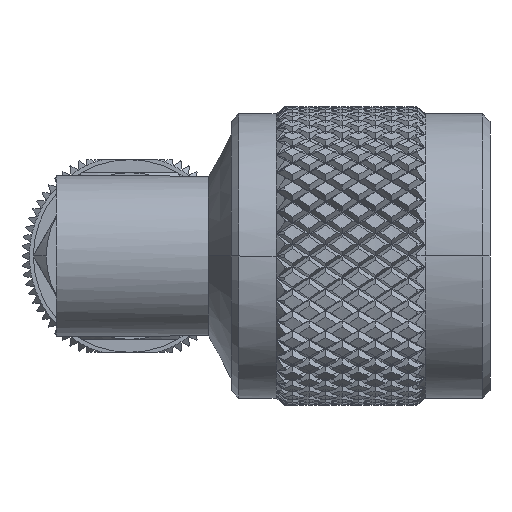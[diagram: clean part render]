
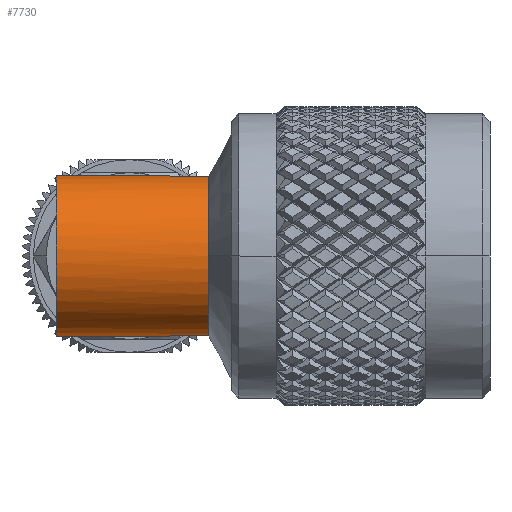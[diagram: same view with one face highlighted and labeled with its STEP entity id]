
A CAD part, left-side view. The second image highlights one B-rep face of the part: STEP entity #7730.
In plain terms, the highlighted cylindrical face has radius 5.395 mm (diameter 10.79 mm), a partial arc.
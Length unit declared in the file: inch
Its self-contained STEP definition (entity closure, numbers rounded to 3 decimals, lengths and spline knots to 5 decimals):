
#1031 = LINE ( 'NONE', #16713, #89276 ) ;
#2087 = AXIS2_PLACEMENT_3D ( 'NONE', #16647, #33133, #79732 ) ;
#2999 = CARTESIAN_POINT ( 'NONE',  ( 0.05962, 0.13037, 0.16769 ) ) ;
#3395 = DIRECTION ( 'NONE',  ( 0., 0., 1. ) ) ;
#7730 = ADVANCED_FACE ( 'NONE', ( #19976 ), #93613, .T. ) ;
#8125 = ORIENTED_EDGE ( 'NONE', *, *, #39203, .T. ) ;
#8827 = VECTOR ( 'NONE', #91792, 39.37008 ) ;
#14525 = CARTESIAN_POINT ( 'NONE',  ( 0.05962, 0.13037, 0.16769 ) ) ;
#15189 = CARTESIAN_POINT ( 'NONE',  ( 0.05962, 0., 0. ) ) ;
#16647 = CARTESIAN_POINT ( 'NONE',  ( 0.05962, 0., 0. ) ) ;
#16713 = CARTESIAN_POINT ( 'NONE',  ( 0.05962, -0.13037, 0.16769 ) ) ;
#18380 = DIRECTION ( 'NONE',  ( 0., 0., 1. ) ) ;
#19976 = FACE_OUTER_BOUND ( 'NONE', #30105, .T. ) ;
#21359 = ORIENTED_EDGE ( 'NONE', *, *, #44179, .F. ) ;
#24108 = ORIENTED_EDGE ( 'NONE', *, *, #54699, .T. ) ;
#27075 = CARTESIAN_POINT ( 'NONE',  ( 0.46208, 0., 0. ) ) ;
#30105 = EDGE_LOOP ( 'NONE', ( #8125, #30856, #42972, #21359, #24108 ) ) ;
#30313 = CIRCLE ( 'NONE', #2087, 0.21241 ) ;
#30856 = ORIENTED_EDGE ( 'NONE', *, *, #100282, .F. ) ;
#33133 = DIRECTION ( 'NONE',  ( -1., 0., 0. ) ) ;
#34355 = AXIS2_PLACEMENT_3D ( 'NONE', #63196, #54425, #18380 ) ;
#35124 = AXIS2_PLACEMENT_3D ( 'NONE', #27075, #95954, #3395 ) ;
#38445 = CIRCLE ( 'NONE', #97408, 0.21241 ) ;
#38708 = VERTEX_POINT ( 'NONE', #56613 ) ;
#39203 = EDGE_CURVE ( 'NONE', #89544, #60517, #46378, .T. ) ;
#42972 = ORIENTED_EDGE ( 'NONE', *, *, #87997, .F. ) ;
#44179 = EDGE_CURVE ( 'NONE', #54541, #38708, #30313, .T. ) ;
#46378 = CIRCLE ( 'NONE', #35124, 0.21241 ) ;
#53955 = VERTEX_POINT ( 'NONE', #91699 ) ;
#54425 = DIRECTION ( 'NONE',  ( -1., 0., 0. ) ) ;
#54541 = VERTEX_POINT ( 'NONE', #2999 ) ;
#54699 = EDGE_CURVE ( 'NONE', #54541, #89544, #93410, .T. ) ;
#55434 = DIRECTION ( 'NONE',  ( 1., 0., 0. ) ) ;
#56613 = CARTESIAN_POINT ( 'NONE',  ( 0.05962, 0., -0.21241 ) ) ;
#60355 = CARTESIAN_POINT ( 'NONE',  ( 0.46208, 0.13037, 0.16769 ) ) ;
#60517 = VERTEX_POINT ( 'NONE', #90239 ) ;
#63196 = CARTESIAN_POINT ( 'NONE',  ( -5.70743, 0., 0. ) ) ;
#77269 = DIRECTION ( 'NONE',  ( 0., 0., 1. ) ) ;
#79732 = DIRECTION ( 'NONE',  ( 0., 0., 1. ) ) ;
#84073 = DIRECTION ( 'NONE',  ( -1., 0., 0. ) ) ;
#87997 = EDGE_CURVE ( 'NONE', #38708, #53955, #38445, .T. ) ;
#89276 = VECTOR ( 'NONE', #55434, 39.37008 ) ;
#89544 = VERTEX_POINT ( 'NONE', #60355 ) ;
#90239 = CARTESIAN_POINT ( 'NONE',  ( 0.46208, -0.13037, 0.16769 ) ) ;
#91699 = CARTESIAN_POINT ( 'NONE',  ( 0.05962, -0.13037, 0.16769 ) ) ;
#91792 = DIRECTION ( 'NONE',  ( 1., 0., 0. ) ) ;
#93410 = LINE ( 'NONE', #14525, #8827 ) ;
#93613 = CYLINDRICAL_SURFACE ( 'NONE', #34355, 0.21241 ) ;
#95954 = DIRECTION ( 'NONE',  ( -1., 0., 0. ) ) ;
#97408 = AXIS2_PLACEMENT_3D ( 'NONE', #15189, #84073, #77269 ) ;
#100282 = EDGE_CURVE ( 'NONE', #53955, #60517, #1031, .T. ) ;
